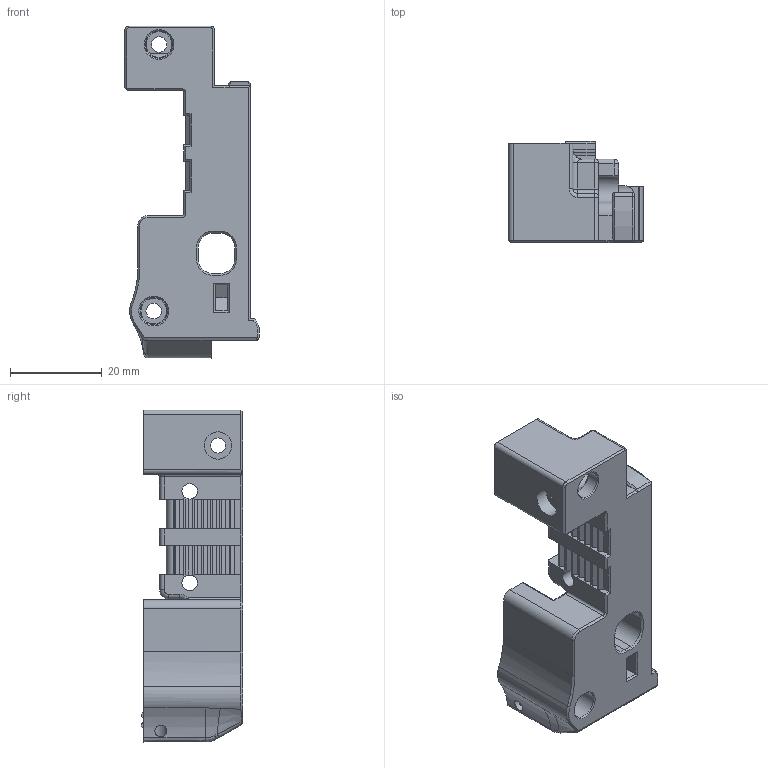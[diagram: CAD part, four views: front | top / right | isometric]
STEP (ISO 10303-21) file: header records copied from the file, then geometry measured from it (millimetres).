
FILE_DESCRIPTION(/* description */ (''),/* implementation_level */ '2;1');
FILE_NAME(/* name */ 'X_Left_Nut.stp',/* time_stamp */ '2022-07-04T20:08:51+02:00',/* author */ ('Rama'),/* organization */ (''),/* preprocessor_version */ 'ST-DEVELOPER v18.1',/* originating_system */ 'Autodesk Inventor 2022',/* authorisation */ '');
FILE_SCHEMA (('AUTOMOTIVE_DESIGN { 1 0 10303 214 3 1 1 }'));
Length unit declared in the file: millimetre
Products named in the file (1): X_Left
Bounding box: 29.4 x 22.2 x 72.5 mm (x, y, z)
Volume: 20784.6 mm3; surface area: 8976.3 mm2
Topology: 1 solids, 1 shells, 323 faces, 856 edges, 539 vertices
Faces by surface type: plane 196, cylinder 73, cone 24, bspline 18, torus 8, sphere 4
Full cylindrical faces by diameter (mm): 1.601 x1, 1.9 x1, 2.6 x1, 2.9 x1, 3.3 x1, 3.4 x6, 6 x5
Entity records: 10858 total; most frequent: CARTESIAN_POINT 2521, ORIENTED_EDGE 1712, DIRECTION 1627, EDGE_CURVE 856, LINE 595, VECTOR 595, VERTEX_POINT 539, AXIS2_PLACEMENT_3D 516
